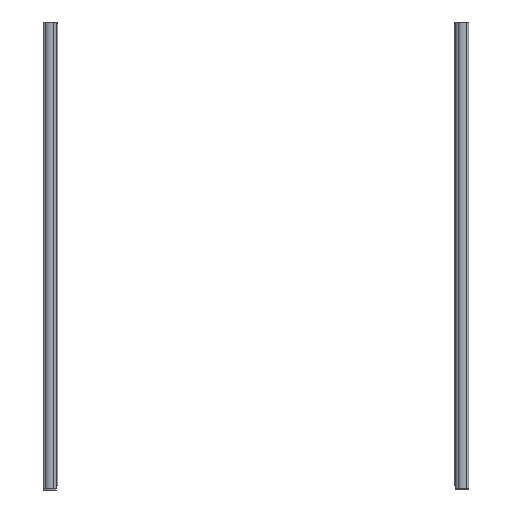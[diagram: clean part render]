
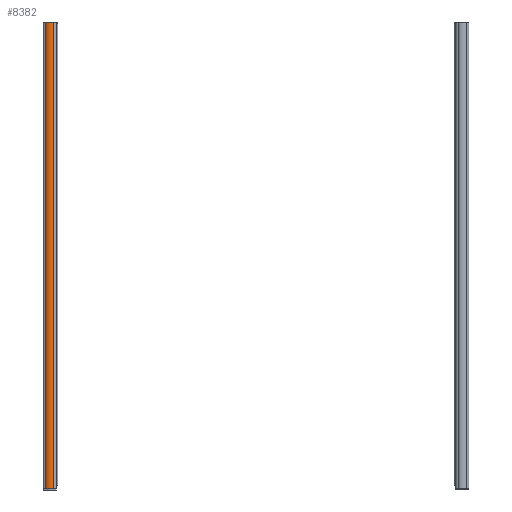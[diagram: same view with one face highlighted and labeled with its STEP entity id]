
A CAD part, front view. The second image highlights one B-rep face of the part: STEP entity #8382.
In plain terms, the highlighted cylindrical face has radius 5 mm (diameter 10 mm), a partial arc.
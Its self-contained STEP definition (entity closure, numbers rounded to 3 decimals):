
#554=FACE_OUTER_BOUND('',#1012,.T.);
#1012=EDGE_LOOP('',(#6088,#6089,#6090,#6091));
#1597=LINE('',#12590,#2474);
#1608=LINE('',#12616,#2485);
#2474=VECTOR('',#10192,10.);
#2485=VECTOR('',#10215,10.);
#3198=CIRCLE('',#9008,5.);
#3199=CIRCLE('',#9009,5.);
#3639=VERTEX_POINT('',#12587);
#3640=VERTEX_POINT('',#12589);
#3648=VERTEX_POINT('',#12613);
#3649=VERTEX_POINT('',#12615);
#4546=EDGE_CURVE('',#3639,#3640,#1597,.T.);
#4559=EDGE_CURVE('',#3649,#3648,#1608,.T.);
#4579=EDGE_CURVE('',#3649,#3639,#3198,.T.);
#4580=EDGE_CURVE('',#3640,#3648,#3199,.T.);
#6088=ORIENTED_EDGE('',*,*,#4579,.F.);
#6089=ORIENTED_EDGE('',*,*,#4559,.T.);
#6090=ORIENTED_EDGE('',*,*,#4580,.F.);
#6091=ORIENTED_EDGE('',*,*,#4546,.F.);
#7839=CYLINDRICAL_SURFACE('',#9007,5.);
#8382=ADVANCED_FACE('',(#554),#7839,.T.);
#9007=AXIS2_PLACEMENT_3D('',#12653,#10253,#10254);
#9008=AXIS2_PLACEMENT_3D('',#12654,#10255,#10256);
#9009=AXIS2_PLACEMENT_3D('',#12655,#10257,#10258);
#10192=DIRECTION('',(0.,0.,-1.));
#10215=DIRECTION('',(0.,0.,-1.));
#10253=DIRECTION('center_axis',(0.,0.,-1.));
#10254=DIRECTION('ref_axis',(-0.6,-0.8,0.));
#10255=DIRECTION('center_axis',(0.,0.,1.));
#10256=DIRECTION('ref_axis',(-0.6,-0.8,0.));
#10257=DIRECTION('center_axis',(0.,0.,-1.));
#10258=DIRECTION('ref_axis',(-0.6,-0.8,0.));
#12587=CARTESIAN_POINT('',(8.65,-21.65,0.));
#12589=CARTESIAN_POINT('',(8.65,-21.65,-398.5));
#12590=CARTESIAN_POINT('',(8.65,-21.65,0.));
#12613=CARTESIAN_POINT('',(2.65,-21.65,-398.5));
#12615=CARTESIAN_POINT('',(2.65,-21.65,0.));
#12616=CARTESIAN_POINT('',(2.65,-21.65,0.));
#12653=CARTESIAN_POINT('Origin',(5.65,-17.65,0.));
#12654=CARTESIAN_POINT('Origin',(5.65,-17.65,0.));
#12655=CARTESIAN_POINT('Origin',(5.65,-17.65,-398.5));
